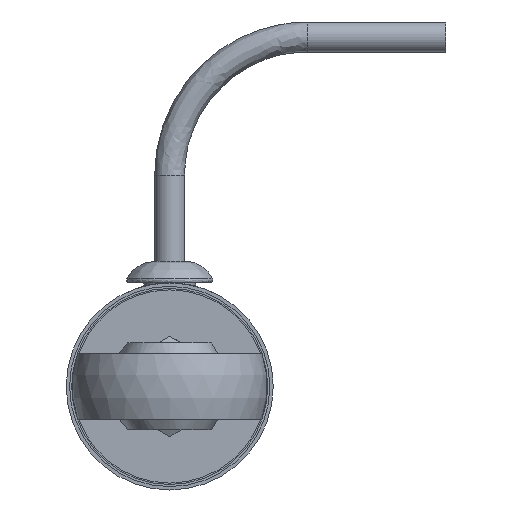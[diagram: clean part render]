
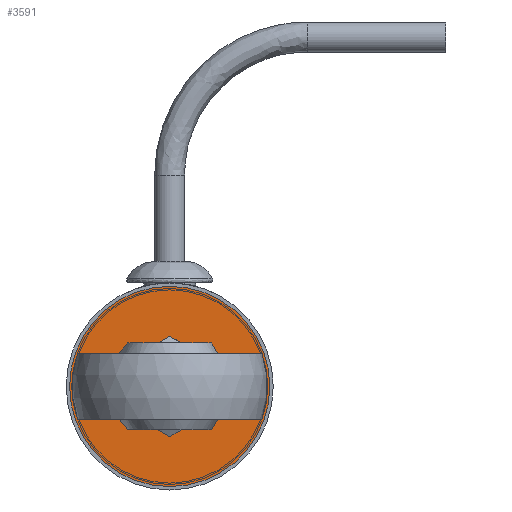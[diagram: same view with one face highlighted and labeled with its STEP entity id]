
A CAD part, left-side view. The second image highlights one B-rep face of the part: STEP entity #3591.
In plain terms, the highlighted planar face has unit normal (-1, 0, 0).
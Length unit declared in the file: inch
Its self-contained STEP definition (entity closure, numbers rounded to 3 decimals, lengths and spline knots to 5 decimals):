
#83 = FACE_BOUND ( 'NONE', #3813, .T. ) ;
#321 = DIRECTION ( 'NONE',  ( 1., 0., 0. ) ) ;
#336 = AXIS2_PLACEMENT_3D ( 'NONE', #1731, #3059, #1813 ) ;
#933 = EDGE_CURVE ( 'NONE', #2185, #2185, #2723, .T. ) ;
#1731 = CARTESIAN_POINT ( 'NONE',  ( 0.005, 0.3625, 0. ) ) ;
#1813 = DIRECTION ( 'NONE',  ( 0., 0., -1. ) ) ;
#2061 = AXIS2_PLACEMENT_3D ( 'NONE', #4585, #8726, #6538 ) ;
#2185 = VERTEX_POINT ( 'NONE', #3520 ) ;
#2281 = PLANE ( 'NONE',  #336 ) ;
#2515 = DIRECTION ( 'NONE',  ( 0., 0., -1. ) ) ;
#2723 = CIRCLE ( 'NONE', #7882, 0.3625 ) ;
#2823 = CARTESIAN_POINT ( 'NONE',  ( 0.005, 0., 0.09768 ) ) ;
#3059 = DIRECTION ( 'NONE',  ( 1., 0., 0. ) ) ;
#3491 = VERTEX_POINT ( 'NONE', #2823 ) ;
#3520 = CARTESIAN_POINT ( 'NONE',  ( 0.005, 0., -0.3625 ) ) ;
#3591 = ADVANCED_FACE ( 'NONE', ( #6360, #83 ), #2281, .F. ) ;
#3813 = EDGE_LOOP ( 'NONE', ( #3895 ) ) ;
#3895 = ORIENTED_EDGE ( 'NONE', *, *, #7165, .F. ) ;
#4585 = CARTESIAN_POINT ( 'NONE',  ( 0.005, 0., 0. ) ) ;
#4856 = ORIENTED_EDGE ( 'NONE', *, *, #933, .F. ) ;
#5917 = CARTESIAN_POINT ( 'NONE',  ( 0.005, 0., 0. ) ) ;
#6360 = FACE_OUTER_BOUND ( 'NONE', #7325, .T. ) ;
#6538 = DIRECTION ( 'NONE',  ( 0., 0., 1. ) ) ;
#7165 = EDGE_CURVE ( 'NONE', #3491, #3491, #7222, .T. ) ;
#7222 = CIRCLE ( 'NONE', #2061, 0.09768 ) ;
#7325 = EDGE_LOOP ( 'NONE', ( #4856 ) ) ;
#7882 = AXIS2_PLACEMENT_3D ( 'NONE', #5917, #321, #2515 ) ;
#8726 = DIRECTION ( 'NONE',  ( -1., 0., 0. ) ) ;
